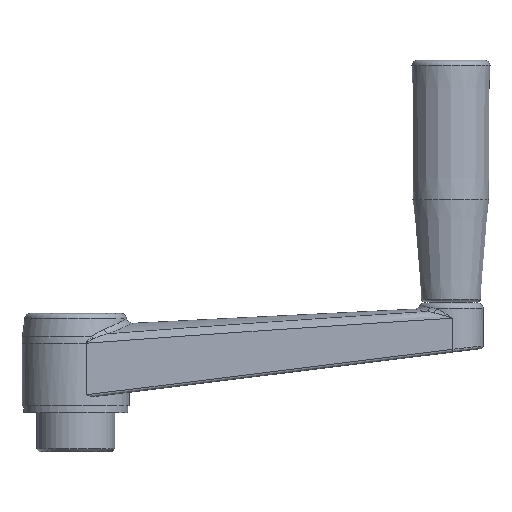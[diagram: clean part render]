
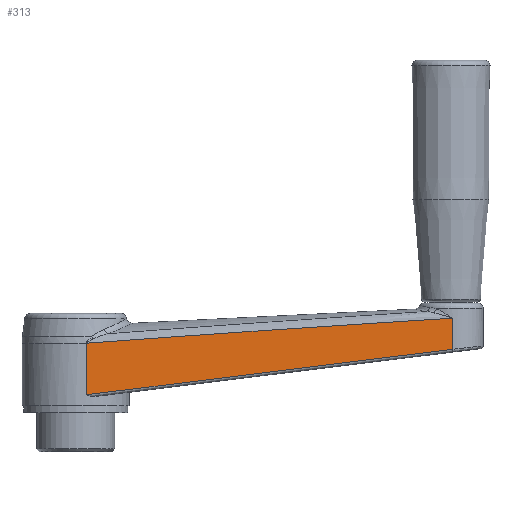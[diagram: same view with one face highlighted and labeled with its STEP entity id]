
A CAD part, front view. The second image highlights one B-rep face of the part: STEP entity #313.
In plain terms, the highlighted planar face has unit normal (0.056, -0.999, 0).
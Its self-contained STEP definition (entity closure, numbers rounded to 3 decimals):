
#313 = ADVANCED_FACE( '', ( #745 ), #746, .T. );
#745 = FACE_OUTER_BOUND( '', #1942, .T. );
#746 = PLANE( '', #1943 );
#1942 = EDGE_LOOP( '', ( #3842, #3843, #3844, #3845, #3846 ) );
#1943 = AXIS2_PLACEMENT_3D( '', #3847, #3848, #3849 );
#3842 = ORIENTED_EDGE( '', *, *, #5095, .T. );
#3843 = ORIENTED_EDGE( '', *, *, #5062, .T. );
#3844 = ORIENTED_EDGE( '', *, *, #4971, .F. );
#3845 = ORIENTED_EDGE( '', *, *, #5096, .T. );
#3846 = ORIENTED_EDGE( '', *, *, #5097, .T. );
#3847 = CARTESIAN_POINT( '', ( -64.927, -19.151, 50. ) );
#3848 = DIRECTION( '', ( 0.056, -0.998, 0. ) );
#3849 = DIRECTION( '', ( 0.998, 0.056, 0. ) );
#4971 = EDGE_CURVE( '', #5642, #5643, #5644, .T. );
#5062 = EDGE_CURVE( '', #5782, #5643, #5787, .T. );
#5095 = EDGE_CURVE( '', #5837, #5782, #5838, .T. );
#5096 = EDGE_CURVE( '', #5642, #5839, #5840, .T. );
#5097 = EDGE_CURVE( '', #5839, #5837, #5841, .F. );
#5642 = VERTEX_POINT( '', #6834 );
#5643 = VERTEX_POINT( '', #6835 );
#5644 = LINE( '', #6836, #6837 );
#5782 = VERTEX_POINT( '', #7210 );
#5787 = LINE( '', #7231, #7232 );
#5837 = VERTEX_POINT( '', #7317 );
#5838 = LINE( '', #7318, #7319 );
#5839 = VERTEX_POINT( '', #7320 );
#5840 = ELLIPSE( '', #7321, 715.897, 39.786 );
#5841 = B_SPLINE_CURVE_WITH_KNOTS( '', 3, ( #7322, #7323, #7324, #7325, #7326, #7327, #7328, #7329, #7330, #7331, #7332, #7333, #7334, #7335, #7336, #7337, #7338, #7339, #7340, #7341, #7342 ), .UNSPECIFIED., .F., .F., ( 4, 2, 2, 1, 2, 2, 1, 1, 1, 2, 2, 1, 4 ), ( 0., 0., 0., 0., 0., 0., 0., 0., 0., 0., 0., 0., 0. ), .UNSPECIFIED. );
#6834 = CARTESIAN_POINT( '', ( 71.778, -11.532, 33.808 ) );
#6835 = CARTESIAN_POINT( '', ( 71.778, -11.532, 22.669 ) );
#6836 = CARTESIAN_POINT( '', ( 71.778, -11.532, 50. ) );
#6837 = VECTOR( '', #8284, 1000. );
#7210 = CARTESIAN_POINT( '', ( -59.28, -18.836, 6.386 ) );
#7231 = CARTESIAN_POINT( '', ( 71.656, -11.539, 22.653 ) );
#7232 = VECTOR( '', #8402, 1000. );
#7317 = CARTESIAN_POINT( '', ( -59.28, -18.836, 24.476 ) );
#7318 = CARTESIAN_POINT( '', ( -59.28, -18.836, 0. ) );
#7319 = VECTOR( '', #8437, 1000. );
#7320 = CARTESIAN_POINT( '', ( -59.145, -18.829, 24.87 ) );
#7321 = AXIS2_PLACEMENT_3D( '', #8438, #8439, #8440 );
#7322 = CARTESIAN_POINT( '', ( -59.28, -18.836, 24.476 ) );
#7323 = CARTESIAN_POINT( '', ( -59.276, -18.836, 24.511 ) );
#7324 = CARTESIAN_POINT( '', ( -59.271, -18.836, 24.545 ) );
#7325 = CARTESIAN_POINT( '', ( -59.257, -18.835, 24.614 ) );
#7326 = CARTESIAN_POINT( '', ( -59.248, -18.834, 24.647 ) );
#7327 = CARTESIAN_POINT( '', ( -59.231, -18.833, 24.697 ) );
#7328 = CARTESIAN_POINT( '', ( -59.222, -18.833, 24.722 ) );
#7329 = CARTESIAN_POINT( '', ( -59.212, -18.832, 24.746 ) );
#7330 = CARTESIAN_POINT( '', ( -59.205, -18.832, 24.762 ) );
#7331 = CARTESIAN_POINT( '', ( -59.201, -18.832, 24.77 ) );
#7332 = CARTESIAN_POINT( '', ( -59.19, -18.831, 24.794 ) );
#7333 = CARTESIAN_POINT( '', ( -59.177, -18.83, 24.818 ) );
#7334 = CARTESIAN_POINT( '', ( -59.161, -18.83, 24.844 ) );
#7335 = CARTESIAN_POINT( '', ( -59.154, -18.829, 24.856 ) );
#7336 = CARTESIAN_POINT( '', ( -59.151, -18.829, 24.86 ) );
#7337 = CARTESIAN_POINT( '', ( -59.151, -18.829, 24.861 ) );
#7338 = CARTESIAN_POINT( '', ( -59.15, -18.829, 24.861 ) );
#7339 = CARTESIAN_POINT( '', ( -59.149, -18.829, 24.863 ) );
#7340 = CARTESIAN_POINT( '', ( -59.148, -18.829, 24.865 ) );
#7341 = CARTESIAN_POINT( '', ( -59.146, -18.829, 24.868 ) );
#7342 = CARTESIAN_POINT( '', ( -59.145, -18.829, 24.87 ) );
#8284 = DIRECTION( '', ( 0., 0., -1. ) );
#8402 = DIRECTION( '', ( 0.991, 0.055, 0.123 ) );
#8437 = DIRECTION( '', ( 0., 0., -1. ) );
#8438 = CARTESIAN_POINT( '', ( 224.953, -2.995, 2.593 ) );
#8439 = DIRECTION( '', ( 0.056, -0.998, 0. ) );
#8440 = DIRECTION( '', ( -0.997, -0.056, -0.05 ) );
